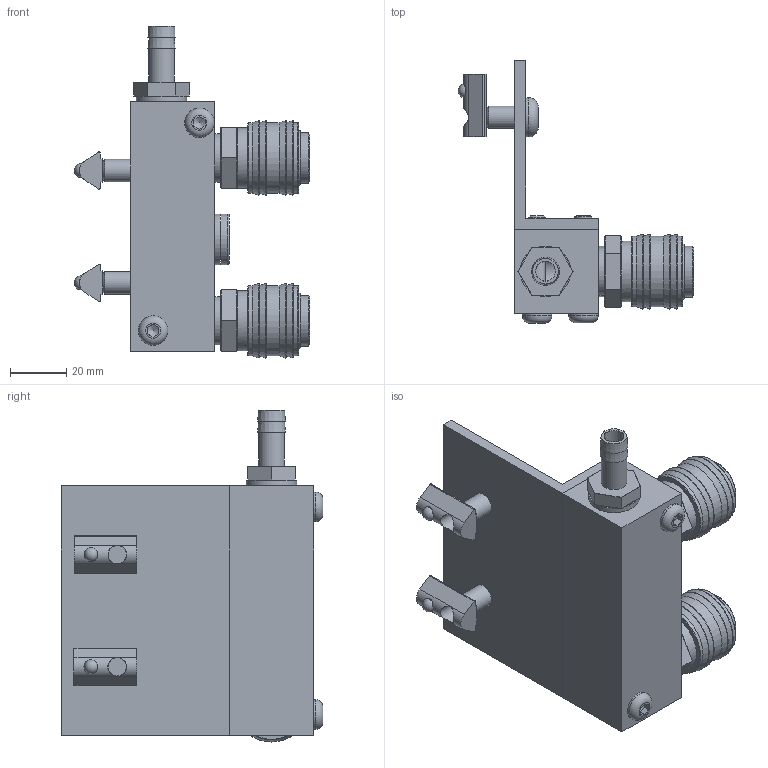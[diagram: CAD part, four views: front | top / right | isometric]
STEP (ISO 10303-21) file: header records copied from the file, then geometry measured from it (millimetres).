
FILE_DESCRIPTION(/* description */ (''),/* implementation_level */ '2;1');
FILE_NAME(/* name */ '19010_KriTec_Pneumatik_Anschlussblock_8_1_4_Zoll.stp',/* time_stamp */ '2014-12-12T11:48:19+01:00',/* author */ ('kostic'),/* organization */ (''),/* preprocessor_version */ 'ST-DEVELOPER v15.2',/* originating_system */ 'Autodesk Inventor 2014',/* authorisation */ '');
FILE_SCHEMA (('AUTOMOTIVE_DESIGN { 1 0 10303 214 3 1 1 }'));
Length unit declared in the file: millimetre
Products named in the file (9): Winkel für Pneumatikanschlussblock 1_4_Zoll; Verteilerleiste Typ FR_4_B; Halbrundschraube ISO 7380 M6-35; Halbrundschraube ISO 7380 M8-14; 11008 Nutenstein 8 St M8 mit Steg; Schnellkupplung NW7.2 1_4 zoll; Stecknippel NW7.2 1_4 zoll; Blindstopfen 1_4 zoll; 19010_KriTec_Pneumatik_Anschlussblock_8_1_4_Zoll
Bounding box: 83.88 x 93.3 x 118.27 mm (x, y, z)
Volume: 135397 mm3; surface area: 53189.3 mm2
Topology: 12 solids, 12 shells, 323 faces, 717 edges, 446 vertices
Faces by surface type: plane 192, cylinder 68, cone 42, torus 19, sphere 2
Full cylindrical faces by diameter (mm): 4.917 x2, 6 x2, 6.4 x2, 6.647 x2, 7 x1, 8 x2, 8.5 x2, 9.2 x1, 10.5 x2, 11 x2, 11.445 x4, 13 x5, 14 x2, 17.2 x2, 18 x5, 21.5 x2, 25.1 x2, 25.104 x4
Entity records: 5960 total; most frequent: CARTESIAN_POINT 1143, DIRECTION 1008, ORIENTED_EDGE 804, EDGE_CURVE 402, AXIS2_PLACEMENT_3D 397, EDGE_LOOP 325, VERTEX_POINT 283, ADVANCED_FACE 218
